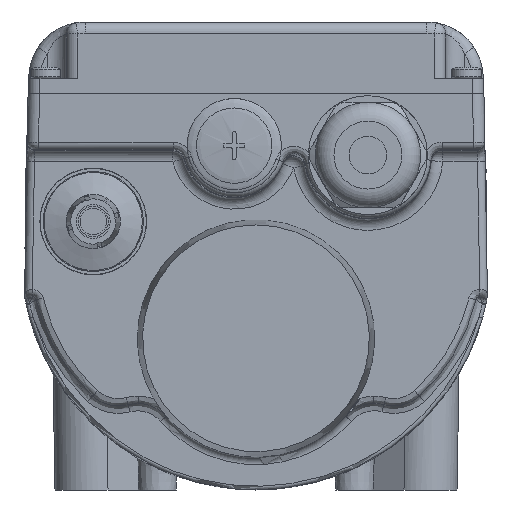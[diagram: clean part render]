
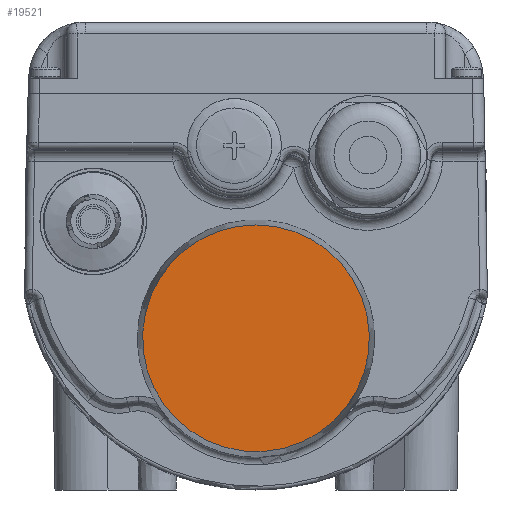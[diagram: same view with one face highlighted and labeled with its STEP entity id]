
A CAD part, left-side view. The second image highlights one B-rep face of the part: STEP entity #19521.
In plain terms, the highlighted planar face has unit normal (-1, 0, 0).
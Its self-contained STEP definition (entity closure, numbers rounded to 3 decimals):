
#2993=CIRCLE('',#20564,30.05);
#3561=ORIENTED_EDGE('',*,*,#8262,.T.);
#8262=EDGE_CURVE('',#10610,#10610,#2993,.T.);
#10610=VERTEX_POINT('',#26766);
#12763=EDGE_LOOP('',(#3561));
#14059=FACE_BOUND('',#12763,.T.);
#15347=PLANE('',#20563);
#19521=ADVANCED_FACE('',(#14059),#15347,.T.);
#20563=AXIS2_PLACEMENT_3D('',#26764,#22049,#22050);
#20564=AXIS2_PLACEMENT_3D('',#26765,#22051,#22052);
#22049=DIRECTION('',(-1.,0.,0.));
#22050=DIRECTION('',(0.,1.,0.));
#22051=DIRECTION('',(-1.,0.,0.));
#22052=DIRECTION('',(0.,0.,1.));
#26764=CARTESIAN_POINT('',(-139.93,0.08,16.865));
#26765=CARTESIAN_POINT('',(-139.93,30.,-13.055));
#26766=CARTESIAN_POINT('',(-139.93,30.,16.995));
